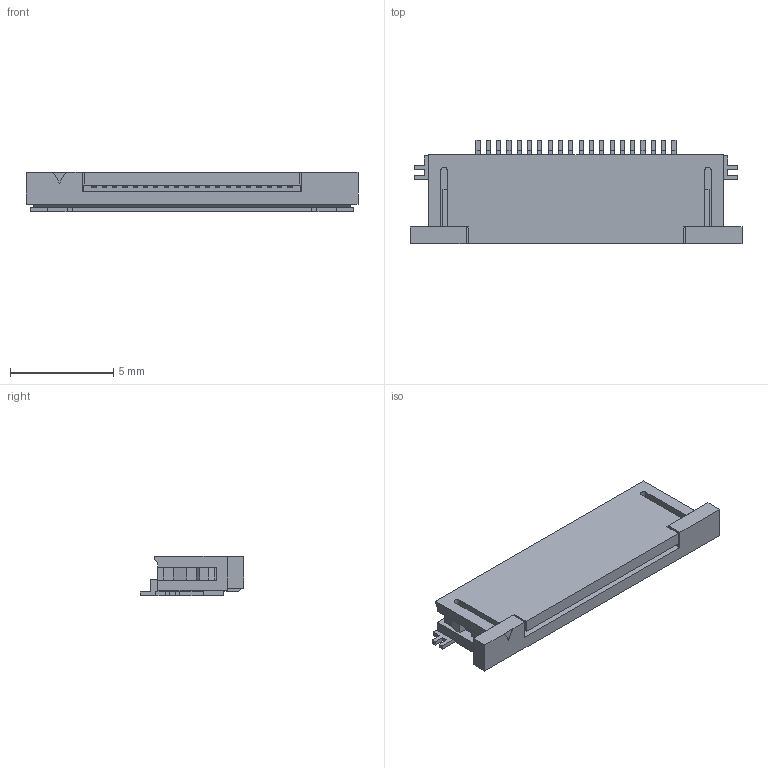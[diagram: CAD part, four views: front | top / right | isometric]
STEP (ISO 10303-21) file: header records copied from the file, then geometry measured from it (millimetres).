
FILE_DESCRIPTION(/* description */ (''),/* implementation_level */ '2;1');
FILE_NAME(/* name */ '527452097wbm000_01_214.stp',/* time_stamp */ '2022-11-28T14:46:40+08:00',/* author */ (''),/* organization */ (''),/* preprocessor_version */ 'ST-DEVELOPER v16.7',/* originating_system */ 'SIEMENS PLM Software NX 1919',/* authorisation */ '');
FILE_SCHEMA (('AUTOMOTIVE_DESIGN { 1 0 10303 214 3 1 1 1 }'));
Length unit declared in the file: millimetre
Products named in the file (1): 527452097wbm000_01
Bounding box: 16.1 x 5 x 1.91 mm (x, y, z)
Volume: 99 mm3; surface area: 375.7 mm2
Topology: 1 solids, 1 shells, 472 faces, 1392 edges, 926 vertices
Faces by surface type: plane 428, cylinder 44
Entity records: 15536 total; most frequent: CARTESIAN_POINT 2791, ORIENTED_EDGE 2784, DIRECTION 2426, EDGE_CURVE 1392, LINE 1304, VECTOR 1304, VERTEX_POINT 926, AXIS2_PLACEMENT_3D 561
